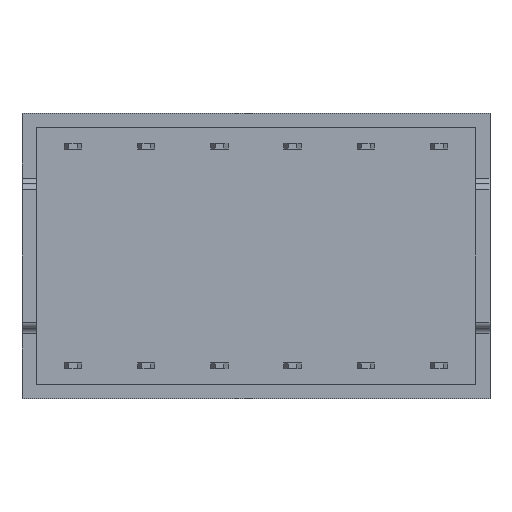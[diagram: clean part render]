
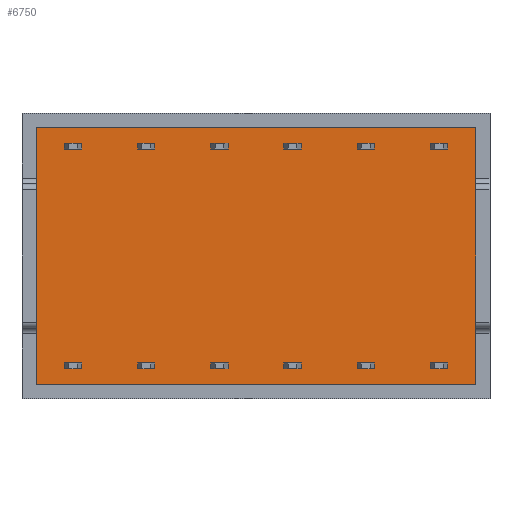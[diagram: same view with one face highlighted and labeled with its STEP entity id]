
A CAD part, front view. The second image highlights one B-rep face of the part: STEP entity #6750.
In plain terms, the highlighted planar face has unit normal (0, -1, 0).
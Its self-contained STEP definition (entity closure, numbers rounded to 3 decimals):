
#50 = DIRECTION ( 'NONE',  ( 0., 0., -1. ) ) ;
#55 = CARTESIAN_POINT ( 'NONE',  ( 7.62, 0.7, 4.45 ) ) ;
#168 = ORIENTED_EDGE ( 'NONE', *, *, #8114, .T. ) ;
#331 = LINE ( 'NONE', #773, #6062 ) ;
#773 = CARTESIAN_POINT ( 'NONE',  ( 7.62, 0.7, -4.45 ) ) ;
#1242 = VERTEX_POINT ( 'NONE', #5387 ) ;
#1529 = EDGE_CURVE ( 'NONE', #1242, #6540, #331, .T. ) ;
#1899 = DIRECTION ( 'NONE',  ( -1., 0., 0. ) ) ;
#2054 = VECTOR ( 'NONE', #50, 1000. ) ;
#2114 = ORIENTED_EDGE ( 'NONE', *, *, #3998, .T. ) ;
#2826 = FACE_OUTER_BOUND ( 'NONE', #7935, .T. ) ;
#2976 = AXIS2_PLACEMENT_3D ( 'NONE', #4454, #5639, #6973 ) ;
#3063 = EDGE_CURVE ( 'NONE', #6992, #1242, #5984, .T. ) ;
#3328 = VECTOR ( 'NONE', #5325, 1000. ) ;
#3482 = CARTESIAN_POINT ( 'NONE',  ( -7.62, 0.7, -4.45 ) ) ;
#3941 = DIRECTION ( 'NONE',  ( 0., 0., 1. ) ) ;
#3998 = EDGE_CURVE ( 'NONE', #4564, #6992, #5096, .T. ) ;
#4122 = CARTESIAN_POINT ( 'NONE',  ( -7.62, 0.7, 4.45 ) ) ;
#4454 = CARTESIAN_POINT ( 'NONE',  ( 0., 0.7, 0. ) ) ;
#4564 = VERTEX_POINT ( 'NONE', #5797 ) ;
#4922 = VECTOR ( 'NONE', #1899, 1000. ) ;
#5049 = PLANE ( 'NONE',  #2976 ) ;
#5096 = LINE ( 'NONE', #4122, #2054 ) ;
#5254 = ORIENTED_EDGE ( 'NONE', *, *, #1529, .T. ) ;
#5325 = DIRECTION ( 'NONE',  ( 1., 0., 0. ) ) ;
#5387 = CARTESIAN_POINT ( 'NONE',  ( 7.62, 0.7, -4.45 ) ) ;
#5639 = DIRECTION ( 'NONE',  ( 0., -1., 0. ) ) ;
#5797 = CARTESIAN_POINT ( 'NONE',  ( -7.62, 0.7, 4.45 ) ) ;
#5811 = CARTESIAN_POINT ( 'NONE',  ( 7.62, 0.7, 4.45 ) ) ;
#5984 = LINE ( 'NONE', #3482, #3328 ) ;
#6062 = VECTOR ( 'NONE', #3941, 1000. ) ;
#6540 = VERTEX_POINT ( 'NONE', #55 ) ;
#6750 = ADVANCED_FACE ( 'NONE', ( #2826 ), #5049, .T. ) ;
#6762 = CARTESIAN_POINT ( 'NONE',  ( -7.62, 0.7, -4.45 ) ) ;
#6973 = DIRECTION ( 'NONE',  ( 0., 0., -1. ) ) ;
#6992 = VERTEX_POINT ( 'NONE', #6762 ) ;
#7407 = ORIENTED_EDGE ( 'NONE', *, *, #3063, .T. ) ;
#7787 = LINE ( 'NONE', #5811, #4922 ) ;
#7935 = EDGE_LOOP ( 'NONE', ( #7407, #5254, #168, #2114 ) ) ;
#8114 = EDGE_CURVE ( 'NONE', #6540, #4564, #7787, .T. ) ;
